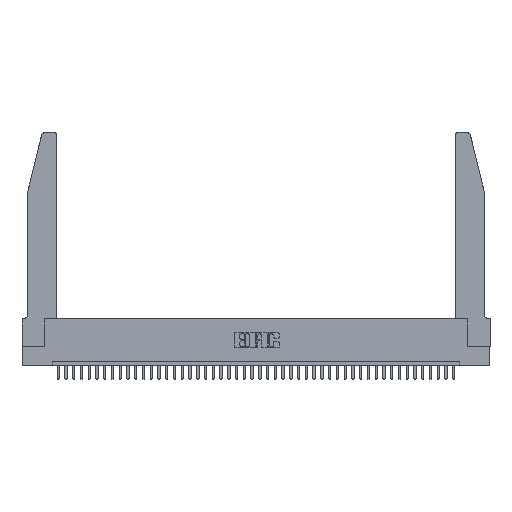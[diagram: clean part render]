
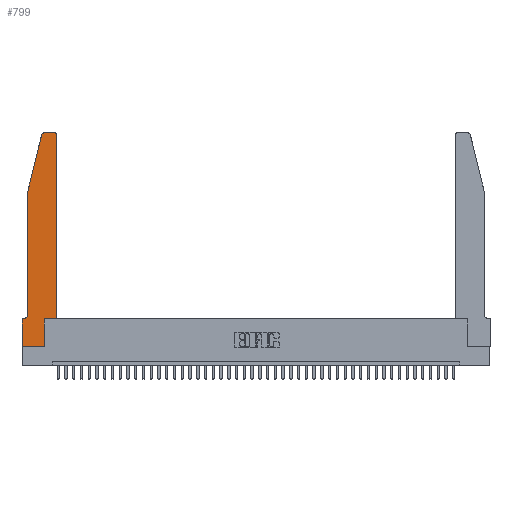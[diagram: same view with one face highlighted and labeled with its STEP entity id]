
A CAD part, top view. The second image highlights one B-rep face of the part: STEP entity #799.
In plain terms, the highlighted planar face has unit normal (0, 0, 1).
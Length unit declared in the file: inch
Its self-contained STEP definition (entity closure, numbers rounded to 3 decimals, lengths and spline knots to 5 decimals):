
#799 = ADVANCED_FACE ( 'NONE', ( #10123 ), #7969, .T. ) ;
#1195 = ORIENTED_EDGE ( 'NONE', *, *, #20438, .T. ) ;
#1634 = DIRECTION ( 'NONE',  ( 1., 0., 0. ) ) ;
#3608 = ORIENTED_EDGE ( 'NONE', *, *, #24333, .T. ) ;
#3793 = CARTESIAN_POINT ( 'NONE',  ( 0.4505, 2.72, 0.37 ) ) ;
#3923 = CARTESIAN_POINT ( 'NONE',  ( 0.4205, 2.75, 0.37 ) ) ;
#4046 = ORIENTED_EDGE ( 'NONE', *, *, #10465, .T. ) ;
#4359 = CARTESIAN_POINT ( 'NONE',  ( 0.284, 2.72, 0.37 ) ) ;
#4421 = EDGE_CURVE ( 'NONE', #27490, #22168, #8238, .T. ) ;
#4450 = DIRECTION ( 'NONE',  ( -1., 0., 0. ) ) ;
#4465 = CIRCLE ( 'NONE', #42102, 0.03 ) ;
#4584 = CARTESIAN_POINT ( 'NONE',  ( 0., 0., 0.37 ) ) ;
#4732 = DIRECTION ( 'NONE',  ( 1., 0., 0. ) ) ;
#4764 = CARTESIAN_POINT ( 'NONE',  ( 0.0755, 2., 0.37 ) ) ;
#4988 = DIRECTION ( 'NONE',  ( -1., 0., 0. ) ) ;
#5269 = LINE ( 'NONE', #4764, #18095 ) ;
#5919 = LINE ( 'NONE', #26506, #20771 ) ;
#6351 = VERTEX_POINT ( 'NONE', #3923 ) ;
#6794 = DIRECTION ( 'NONE',  ( -0.239, -0.971, 0. ) ) ;
#7969 = PLANE ( 'NONE',  #23415 ) ;
#8177 = CIRCLE ( 'NONE', #24222, 0.07 ) ;
#8238 = CIRCLE ( 'NONE', #26246, 0.03 ) ;
#8998 = LINE ( 'NONE', #4584, #18743 ) ;
#10123 = FACE_OUTER_BOUND ( 'NONE', #28829, .T. ) ;
#10221 = CARTESIAN_POINT ( 'NONE',  ( 0.0055, 0.35, 0.37 ) ) ;
#10465 = EDGE_CURVE ( 'NONE', #31841, #23379, #22685, .T. ) ;
#11414 = ORIENTED_EDGE ( 'NONE', *, *, #41699, .T. ) ;
#12630 = ORIENTED_EDGE ( 'NONE', *, *, #39859, .T. ) ;
#12857 = LINE ( 'NONE', #37112, #38117 ) ;
#13446 = CARTESIAN_POINT ( 'NONE',  ( 0.4205, 2.72, 0.37 ) ) ;
#13729 = DIRECTION ( 'NONE',  ( 0., 0., 1. ) ) ;
#14229 = ORIENTED_EDGE ( 'NONE', *, *, #4421, .T. ) ;
#14980 = ORIENTED_EDGE ( 'NONE', *, *, #29160, .T. ) ;
#15319 = CARTESIAN_POINT ( 'NONE',  ( 0., 0., 0.37 ) ) ;
#15814 = DIRECTION ( 'NONE',  ( 0., 1., 0. ) ) ;
#15826 = LINE ( 'NONE', #23853, #28840 ) ;
#17079 = VECTOR ( 'NONE', #4988, 39.37008 ) ;
#17144 = VERTEX_POINT ( 'NONE', #35760 ) ;
#17831 = DIRECTION ( 'NONE',  ( 1., 0., 0. ) ) ;
#18095 = VECTOR ( 'NONE', #27958, 39.37008 ) ;
#18630 = DIRECTION ( 'NONE',  ( 0., -1., 0. ) ) ;
#18743 = VECTOR ( 'NONE', #24449, 39.37008 ) ;
#19773 = CARTESIAN_POINT ( 'NONE',  ( 0.4505, 0.35, 0.37 ) ) ;
#20114 = ORIENTED_EDGE ( 'NONE', *, *, #35270, .T. ) ;
#20350 = LINE ( 'NONE', #32233, #32236 ) ;
#20438 = EDGE_CURVE ( 'NONE', #28178, #42657, #8177, .T. ) ;
#20771 = VECTOR ( 'NONE', #6794, 39.37008 ) ;
#20961 = CARTESIAN_POINT ( 'NONE',  ( 0.0055, 0.42, 0.37 ) ) ;
#21467 = VECTOR ( 'NONE', #15814, 39.37008 ) ;
#22168 = VERTEX_POINT ( 'NONE', #27791 ) ;
#22685 = LINE ( 'NONE', #15319, #23736 ) ;
#22710 = DIRECTION ( 'NONE',  ( 0., 1., 0. ) ) ;
#23117 = ORIENTED_EDGE ( 'NONE', *, *, #27130, .T. ) ;
#23379 = VERTEX_POINT ( 'NONE', #29759 ) ;
#23415 = AXIS2_PLACEMENT_3D ( 'NONE', #30994, #34572, #17831 ) ;
#23736 = VECTOR ( 'NONE', #18630, 39.37008 ) ;
#23853 = CARTESIAN_POINT ( 'NONE',  ( 0.0755, 0.35, 0.37 ) ) ;
#24222 = AXIS2_PLACEMENT_3D ( 'NONE', #20961, #34234, #4450 ) ;
#24333 = EDGE_CURVE ( 'NONE', #17144, #28178, #5269, .T. ) ;
#24359 = DIRECTION ( 'NONE',  ( 0., 0., 1. ) ) ;
#24449 = DIRECTION ( 'NONE',  ( 1., 0., 0. ) ) ;
#25121 = VERTEX_POINT ( 'NONE', #19773 ) ;
#26246 = AXIS2_PLACEMENT_3D ( 'NONE', #4359, #24359, #1634 ) ;
#26506 = CARTESIAN_POINT ( 'NONE',  ( 0.0755, 2., 0.37 ) ) ;
#26946 = VERTEX_POINT ( 'NONE', #42632 ) ;
#27130 = EDGE_CURVE ( 'NONE', #26946, #25121, #12857, .T. ) ;
#27490 = VERTEX_POINT ( 'NONE', #36664 ) ;
#27791 = CARTESIAN_POINT ( 'NONE',  ( 0.25487, 2.72718, 0.37 ) ) ;
#27958 = DIRECTION ( 'NONE',  ( 0., -1., 0. ) ) ;
#27960 = ORIENTED_EDGE ( 'NONE', *, *, #33674, .T. ) ;
#28178 = VERTEX_POINT ( 'NONE', #40880 ) ;
#28224 = LINE ( 'NONE', #41959, #21467 ) ;
#28829 = EDGE_LOOP ( 'NONE', ( #11414, #14229, #29693, #3608, #1195, #32547, #4046, #20114, #12630, #23117, #27960, #14980 ) ) ;
#28840 = VECTOR ( 'NONE', #34063, 39.37008 ) ;
#29160 = EDGE_CURVE ( 'NONE', #37679, #6351, #4465, .T. ) ;
#29693 = ORIENTED_EDGE ( 'NONE', *, *, #40779, .T. ) ;
#29759 = CARTESIAN_POINT ( 'NONE',  ( 0., 0., 0.37 ) ) ;
#29901 = VERTEX_POINT ( 'NONE', #33856 ) ;
#30994 = CARTESIAN_POINT ( 'NONE',  ( 0., 0.35, 0.37 ) ) ;
#31841 = VERTEX_POINT ( 'NONE', #37883 ) ;
#32233 = CARTESIAN_POINT ( 'NONE',  ( 0.2865, 0.35, 0.37 ) ) ;
#32236 = VECTOR ( 'NONE', #22710, 39.37008 ) ;
#32547 = ORIENTED_EDGE ( 'NONE', *, *, #32667, .T. ) ;
#32667 = EDGE_CURVE ( 'NONE', #42657, #31841, #15826, .T. ) ;
#33674 = EDGE_CURVE ( 'NONE', #25121, #37679, #28224, .T. ) ;
#33856 = CARTESIAN_POINT ( 'NONE',  ( 0.2865, 0., 0.37 ) ) ;
#34063 = DIRECTION ( 'NONE',  ( -1., 0., 0. ) ) ;
#34234 = DIRECTION ( 'NONE',  ( 0., 0., -1. ) ) ;
#34572 = DIRECTION ( 'NONE',  ( 0., 0., 1. ) ) ;
#35154 = LINE ( 'NONE', #40824, #17079 ) ;
#35270 = EDGE_CURVE ( 'NONE', #23379, #29901, #8998, .T. ) ;
#35760 = CARTESIAN_POINT ( 'NONE',  ( 0.0755, 2., 0.37 ) ) ;
#36664 = CARTESIAN_POINT ( 'NONE',  ( 0.284, 2.75, 0.37 ) ) ;
#37112 = CARTESIAN_POINT ( 'NONE',  ( 0.4505, 0.35, 0.37 ) ) ;
#37679 = VERTEX_POINT ( 'NONE', #3793 ) ;
#37883 = CARTESIAN_POINT ( 'NONE',  ( 0., 0.35, 0.37 ) ) ;
#38117 = VECTOR ( 'NONE', #4732, 39.37008 ) ;
#39672 = DIRECTION ( 'NONE',  ( 1., 0., 0. ) ) ;
#39859 = EDGE_CURVE ( 'NONE', #29901, #26946, #20350, .T. ) ;
#40779 = EDGE_CURVE ( 'NONE', #22168, #17144, #5919, .T. ) ;
#40824 = CARTESIAN_POINT ( 'NONE',  ( 0.2605, 2.75, 0.37 ) ) ;
#40880 = CARTESIAN_POINT ( 'NONE',  ( 0.0755, 0.42, 0.37 ) ) ;
#41699 = EDGE_CURVE ( 'NONE', #6351, #27490, #35154, .T. ) ;
#41959 = CARTESIAN_POINT ( 'NONE',  ( 0.4505, 0.35, 0.37 ) ) ;
#42102 = AXIS2_PLACEMENT_3D ( 'NONE', #13446, #13729, #39672 ) ;
#42632 = CARTESIAN_POINT ( 'NONE',  ( 0.2865, 0.35, 0.37 ) ) ;
#42657 = VERTEX_POINT ( 'NONE', #10221 ) ;
